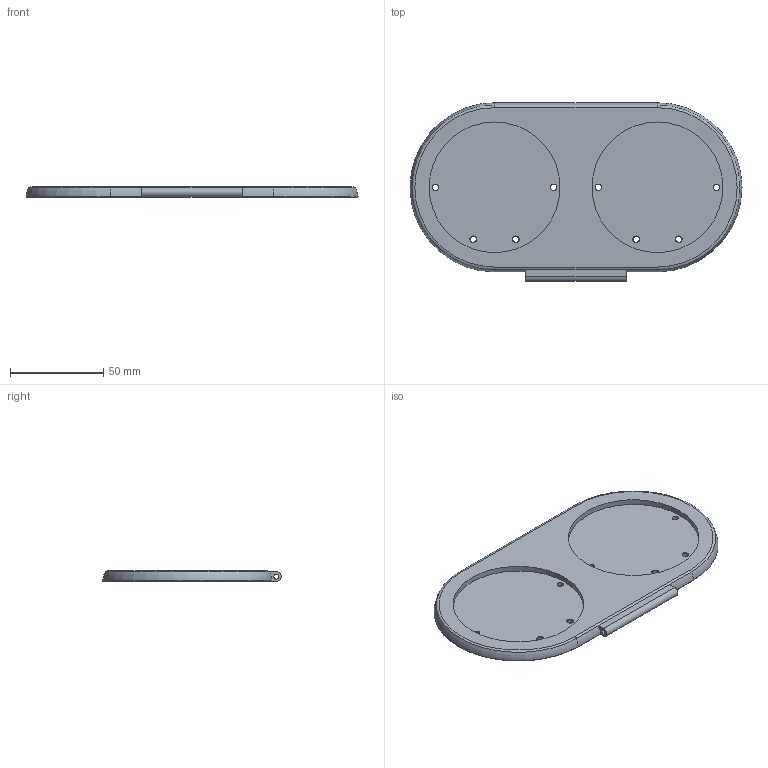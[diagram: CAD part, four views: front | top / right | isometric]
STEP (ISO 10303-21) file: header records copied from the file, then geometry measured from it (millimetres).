
FILE_DESCRIPTION(/* description */ (''),/* implementation_level */ '2;1');
FILE_NAME(/* name */ 'Front_board.step',/* time_stamp */ '2021-12-13T18:32:02+03:00',/* author */ (''),/* organization */ (''),/* preprocessor_version */ 'ST-DEVELOPER v18.1',/* originating_system */ 'Autodesk Translation Framework v10.10.0.1391',/* authorisation */ '');
FILE_SCHEMA (('AUTOMOTIVE_DESIGN { 1 0 10303 214 3 1 1 }'));
Length unit declared in the file: millimetre
Products named in the file (1): Front_board
Bounding box: 178.34 x 95.85 x 5.5 mm (x, y, z)
Volume: 55625.3 mm3; surface area: 33008.7 mm2
Topology: 1 solids, 1 shells, 41 faces, 97 edges, 60 vertices
Faces by surface type: cylinder 20, torus 14, plane 7
Full cylindrical faces by diameter (mm): 2.529 x1, 3.251 x4, 3.332 x4, 70.253 x2
Entity records: 1276 total; most frequent: DIRECTION 249, CARTESIAN_POINT 199, ORIENTED_EDGE 194, AXIS2_PLACEMENT_3D 110, EDGE_CURVE 97, CIRCLE 68, EDGE_LOOP 61, VERTEX_POINT 60
